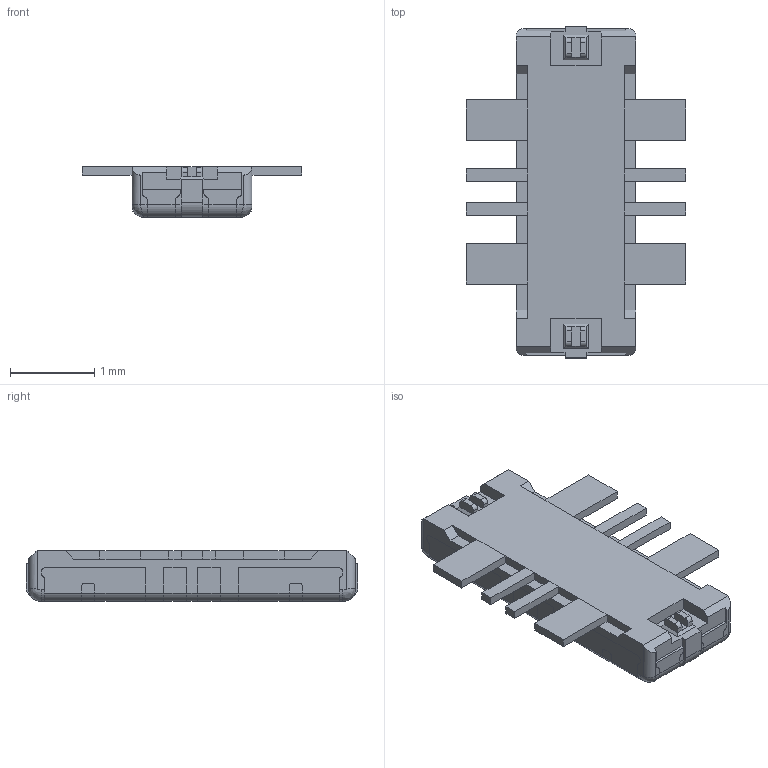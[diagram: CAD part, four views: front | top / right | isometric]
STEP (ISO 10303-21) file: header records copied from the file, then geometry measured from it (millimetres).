
FILE_DESCRIPTION(('Creo Elements/Direct Modeling STEP Export'),'2;1');
FILE_NAME('BM25-4P.stp','2015-05-28T 8:15:17',(''),(''),'Creo Elements/Direct Modeling STEP processor for AP214 (Solid Model)','Creo Elements/Direct Modeling 18.1E 22-Nov-2013 (C) Parametric Technology GmbH','');
FILE_SCHEMA(('AUTOMOTIVE_DESIGN { 1 0 10303 214 1 1 1 1 }'));
Length unit declared in the file: millimetre
Products named in the file (1): BM25-4P
Bounding box: 2.6 x 3.93 x 0.6 mm (x, y, z)
Volume: 2.1 mm3; surface area: 24.3 mm2
Topology: 1 solids, 1 shells, 288 faces, 760 edges, 476 vertices
Faces by surface type: plane 198, cylinder 78, torus 8, bspline 4
Entity records: 10290 total; most frequent: CARTESIAN_POINT 2201, ORIENTED_EDGE 1520, DIRECTION 1438, EDGE_CURVE 760, VECTOR 580, LINE 580, VERTEX_POINT 476, AXIS2_PLACEMENT_3D 429
